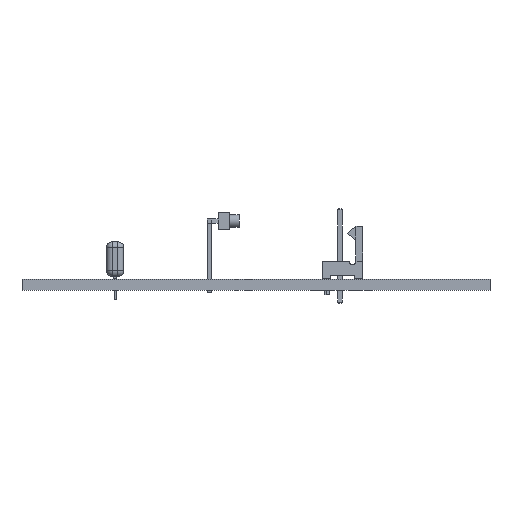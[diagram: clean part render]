
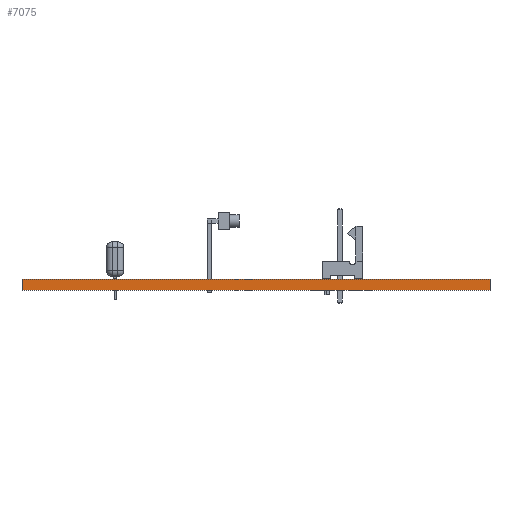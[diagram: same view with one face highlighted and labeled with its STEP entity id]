
A CAD part, front view. The second image highlights one B-rep face of the part: STEP entity #7075.
In plain terms, the highlighted planar face has unit normal (0, -1, 0).
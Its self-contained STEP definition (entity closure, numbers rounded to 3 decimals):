
#7075 = ADVANCED_FACE('',(#7076),#7110,.T.);
#7076 = FACE_BOUND('',#7077,.T.);
#7077 = EDGE_LOOP('',(#7078,#7088,#7096,#7104));
#7078 = ORIENTED_EDGE('',*,*,#7079,.T.);
#7079 = EDGE_CURVE('',#7080,#7082,#7084,.T.);
#7080 = VERTEX_POINT('',#7081);
#7081 = CARTESIAN_POINT('',(184.5,-161.5,0.));
#7082 = VERTEX_POINT('',#7083);
#7083 = CARTESIAN_POINT('',(184.5,-161.5,1.6));
#7084 = LINE('',#7085,#7086);
#7085 = CARTESIAN_POINT('',(184.5,-161.5,0.));
#7086 = VECTOR('',#7087,1.);
#7087 = DIRECTION('',(0.,0.,1.));
#7088 = ORIENTED_EDGE('',*,*,#7089,.T.);
#7089 = EDGE_CURVE('',#7082,#7090,#7092,.T.);
#7090 = VERTEX_POINT('',#7091);
#7091 = CARTESIAN_POINT('',(117.5,-161.5,1.6));
#7092 = LINE('',#7093,#7094);
#7093 = CARTESIAN_POINT('',(184.5,-161.5,1.6));
#7094 = VECTOR('',#7095,1.);
#7095 = DIRECTION('',(-1.,0.,0.));
#7096 = ORIENTED_EDGE('',*,*,#7097,.F.);
#7097 = EDGE_CURVE('',#7098,#7090,#7100,.T.);
#7098 = VERTEX_POINT('',#7099);
#7099 = CARTESIAN_POINT('',(117.5,-161.5,0.));
#7100 = LINE('',#7101,#7102);
#7101 = CARTESIAN_POINT('',(117.5,-161.5,0.));
#7102 = VECTOR('',#7103,1.);
#7103 = DIRECTION('',(0.,0.,1.));
#7104 = ORIENTED_EDGE('',*,*,#7105,.F.);
#7105 = EDGE_CURVE('',#7080,#7098,#7106,.T.);
#7106 = LINE('',#7107,#7108);
#7107 = CARTESIAN_POINT('',(184.5,-161.5,0.));
#7108 = VECTOR('',#7109,1.);
#7109 = DIRECTION('',(-1.,0.,0.));
#7110 = PLANE('',#7111);
#7111 = AXIS2_PLACEMENT_3D('',#7112,#7113,#7114);
#7112 = CARTESIAN_POINT('',(184.5,-161.5,0.));
#7113 = DIRECTION('',(0.,-1.,0.));
#7114 = DIRECTION('',(-1.,0.,0.));
